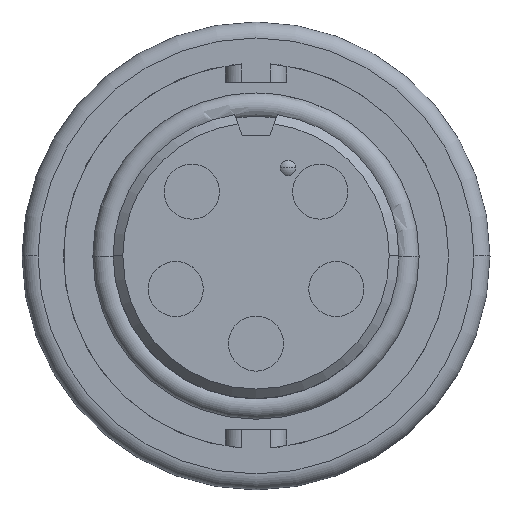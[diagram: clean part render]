
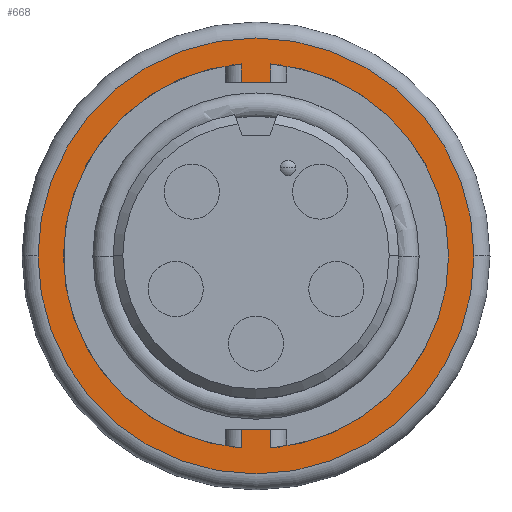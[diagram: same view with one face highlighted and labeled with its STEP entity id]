
A CAD part, top view. The second image highlights one B-rep face of the part: STEP entity #668.
In plain terms, the highlighted planar face has unit normal (0, 0, 1).
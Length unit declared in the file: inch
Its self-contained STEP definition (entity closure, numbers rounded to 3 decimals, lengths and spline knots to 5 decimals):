
#5 = CARTESIAN_POINT ( 'NONE',  ( -0.0275, 0.35895, -0.12776 ) ) ;
#185 = ORIENTED_EDGE ( 'NONE', *, *, #12420, .T. ) ;
#209 = CARTESIAN_POINT ( 'NONE',  ( 0.0275, -0.35895, -0.12776 ) ) ;
#249 = VECTOR ( 'NONE', #10054, 39.37008 ) ;
#333 = ORIENTED_EDGE ( 'NONE', *, *, #5735, .T. ) ;
#668 = ADVANCED_FACE ( 'NONE', ( #2595, #15497 ), #10356, .T. ) ;
#820 = CARTESIAN_POINT ( 'NONE',  ( 0.36, 0., -0.12776 ) ) ;
#944 = CARTESIAN_POINT ( 'NONE',  ( 0., 0., -0.12776 ) ) ;
#1135 = CARTESIAN_POINT ( 'NONE',  ( 0., 0., -0.12776 ) ) ;
#1190 = DIRECTION ( 'NONE',  ( 0., -1., 0. ) ) ;
#1193 = CARTESIAN_POINT ( 'NONE',  ( -0.0275, 0.375, -0.12776 ) ) ;
#1263 = CARTESIAN_POINT ( 'NONE',  ( 0., 0., -0.12776 ) ) ;
#1333 = EDGE_CURVE ( 'NONE', #9437, #3029, #4875, .T. ) ;
#1369 = DIRECTION ( 'NONE',  ( 1., 0., 0. ) ) ;
#1426 = LINE ( 'NONE', #11485, #7112 ) ;
#1448 = VERTEX_POINT ( 'NONE', #13921 ) ;
#1702 = ORIENTED_EDGE ( 'NONE', *, *, #1333, .T. ) ;
#1842 = ORIENTED_EDGE ( 'NONE', *, *, #15677, .T. ) ;
#2087 = DIRECTION ( 'NONE',  ( 0., 0., 1. ) ) ;
#2138 = DIRECTION ( 'NONE',  ( 1., 0., 0. ) ) ;
#2174 = VECTOR ( 'NONE', #1190, 39.37008 ) ;
#2319 = DIRECTION ( 'NONE',  ( 1., 0., 0. ) ) ;
#2391 = DIRECTION ( 'NONE',  ( 0., -1., 0. ) ) ;
#2595 = FACE_BOUND ( 'NONE', #7763, .T. ) ;
#2713 = CARTESIAN_POINT ( 'NONE',  ( 0., 0., -0.12776 ) ) ;
#2891 = VECTOR ( 'NONE', #2980, 39.37008 ) ;
#2980 = DIRECTION ( 'NONE',  ( 1., 0., 0. ) ) ;
#3029 = VERTEX_POINT ( 'NONE', #10312 ) ;
#3156 = DIRECTION ( 'NONE',  ( 0., 0., 1. ) ) ;
#3504 = ORIENTED_EDGE ( 'NONE', *, *, #13758, .F. ) ;
#3629 = CARTESIAN_POINT ( 'NONE',  ( 0.4075, 0., -0.12776 ) ) ;
#3863 = VECTOR ( 'NONE', #8956, 39.37008 ) ;
#3929 = DIRECTION ( 'NONE',  ( 0., 0., 1. ) ) ;
#3945 = DIRECTION ( 'NONE',  ( 1., 0., 0. ) ) ;
#4029 = CIRCLE ( 'NONE', #4488, 0.36 ) ;
#4250 = DIRECTION ( 'NONE',  ( 0., 1., 0. ) ) ;
#4369 = VERTEX_POINT ( 'NONE', #820 ) ;
#4488 = AXIS2_PLACEMENT_3D ( 'NONE', #1135, #9565, #2319 ) ;
#4875 = CIRCLE ( 'NONE', #11399, 0.4075 ) ;
#4930 = ORIENTED_EDGE ( 'NONE', *, *, #11456, .F. ) ;
#4986 = VERTEX_POINT ( 'NONE', #10277 ) ;
#5023 = LINE ( 'NONE', #12010, #2174 ) ;
#5484 = ORIENTED_EDGE ( 'NONE', *, *, #15033, .T. ) ;
#5506 = ORIENTED_EDGE ( 'NONE', *, *, #10097, .T. ) ;
#5735 = EDGE_CURVE ( 'NONE', #3029, #9437, #11022, .T. ) ;
#6199 = CIRCLE ( 'NONE', #14257, 0.36 ) ;
#6587 = CARTESIAN_POINT ( 'NONE',  ( 0.0275, -0.375, -0.12776 ) ) ;
#6640 = AXIS2_PLACEMENT_3D ( 'NONE', #9315, #2087, #10531 ) ;
#6826 = CARTESIAN_POINT ( 'NONE',  ( -0.0275, -0.325, -0.12776 ) ) ;
#6852 = VERTEX_POINT ( 'NONE', #209 ) ;
#7112 = VECTOR ( 'NONE', #4250, 39.37008 ) ;
#7763 = EDGE_LOOP ( 'NONE', ( #4930, #5484, #5506, #11185, #10101, #185, #1842, #3504, #8646 ) ) ;
#8362 = EDGE_CURVE ( 'NONE', #4369, #10602, #4029, .T. ) ;
#8646 = ORIENTED_EDGE ( 'NONE', *, *, #8362, .F. ) ;
#8935 = CARTESIAN_POINT ( 'NONE',  ( -0.0275, 0.325, -0.12776 ) ) ;
#8956 = DIRECTION ( 'NONE',  ( 0., 1., 0. ) ) ;
#8999 = VECTOR ( 'NONE', #2391, 39.37008 ) ;
#9315 = CARTESIAN_POINT ( 'NONE',  ( 0., 0., -0.12776 ) ) ;
#9333 = LINE ( 'NONE', #13816, #2891 ) ;
#9373 = DIRECTION ( 'NONE',  ( 0., 0., 1. ) ) ;
#9437 = VERTEX_POINT ( 'NONE', #3629 ) ;
#9565 = DIRECTION ( 'NONE',  ( 0., 0., 1. ) ) ;
#9607 = AXIS2_PLACEMENT_3D ( 'NONE', #944, #9373, #2138 ) ;
#9635 = VERTEX_POINT ( 'NONE', #13814 ) ;
#9855 = LINE ( 'NONE', #12389, #249 ) ;
#10054 = DIRECTION ( 'NONE',  ( -1., 0., 0. ) ) ;
#10097 = EDGE_CURVE ( 'NONE', #4986, #12270, #9855, .T. ) ;
#10101 = ORIENTED_EDGE ( 'NONE', *, *, #13614, .F. ) ;
#10277 = CARTESIAN_POINT ( 'NONE',  ( 0.0275, -0.325, -0.12776 ) ) ;
#10312 = CARTESIAN_POINT ( 'NONE',  ( -0.4075, 0., -0.12776 ) ) ;
#10356 = PLANE ( 'NONE',  #10384 ) ;
#10384 = AXIS2_PLACEMENT_3D ( 'NONE', #1263, #3156, #1369 ) ;
#10531 = DIRECTION ( 'NONE',  ( 1., 0., 0. ) ) ;
#10602 = VERTEX_POINT ( 'NONE', #12542 ) ;
#11022 = CIRCLE ( 'NONE', #9607, 0.4075 ) ;
#11164 = CARTESIAN_POINT ( 'NONE',  ( 0., 0., -0.12776 ) ) ;
#11180 = DIRECTION ( 'NONE',  ( 0., 0., 1. ) ) ;
#11185 = ORIENTED_EDGE ( 'NONE', *, *, #13966, .F. ) ;
#11399 = AXIS2_PLACEMENT_3D ( 'NONE', #2713, #11180, #3945 ) ;
#11456 = EDGE_CURVE ( 'NONE', #6852, #4369, #6199, .T. ) ;
#11485 = CARTESIAN_POINT ( 'NONE',  ( -0.0275, -0.375, -0.12776 ) ) ;
#12010 = CARTESIAN_POINT ( 'NONE',  ( 0.0275, 0.375, -0.12776 ) ) ;
#12255 = EDGE_LOOP ( 'NONE', ( #1702, #333 ) ) ;
#12270 = VERTEX_POINT ( 'NONE', #6826 ) ;
#12364 = VERTEX_POINT ( 'NONE', #5 ) ;
#12389 = CARTESIAN_POINT ( 'NONE',  ( 0.0275, -0.325, -0.12776 ) ) ;
#12392 = DIRECTION ( 'NONE',  ( 1., 0., 0. ) ) ;
#12420 = EDGE_CURVE ( 'NONE', #12364, #15197, #12615, .T. ) ;
#12542 = CARTESIAN_POINT ( 'NONE',  ( 0.0275, 0.35895, -0.12776 ) ) ;
#12615 = LINE ( 'NONE', #1193, #8999 ) ;
#13163 = LINE ( 'NONE', #6587, #3863 ) ;
#13614 = EDGE_CURVE ( 'NONE', #12364, #9635, #14688, .T. ) ;
#13758 = EDGE_CURVE ( 'NONE', #10602, #1448, #5023, .T. ) ;
#13814 = CARTESIAN_POINT ( 'NONE',  ( -0.0275, -0.35895, -0.12776 ) ) ;
#13816 = CARTESIAN_POINT ( 'NONE',  ( -0.0275, 0.325, -0.12776 ) ) ;
#13921 = CARTESIAN_POINT ( 'NONE',  ( 0.0275, 0.325, -0.12776 ) ) ;
#13966 = EDGE_CURVE ( 'NONE', #9635, #12270, #1426, .T. ) ;
#14257 = AXIS2_PLACEMENT_3D ( 'NONE', #11164, #3929, #12392 ) ;
#14688 = CIRCLE ( 'NONE', #6640, 0.36 ) ;
#15033 = EDGE_CURVE ( 'NONE', #6852, #4986, #13163, .T. ) ;
#15197 = VERTEX_POINT ( 'NONE', #8935 ) ;
#15497 = FACE_OUTER_BOUND ( 'NONE', #12255, .T. ) ;
#15677 = EDGE_CURVE ( 'NONE', #15197, #1448, #9333, .T. ) ;
